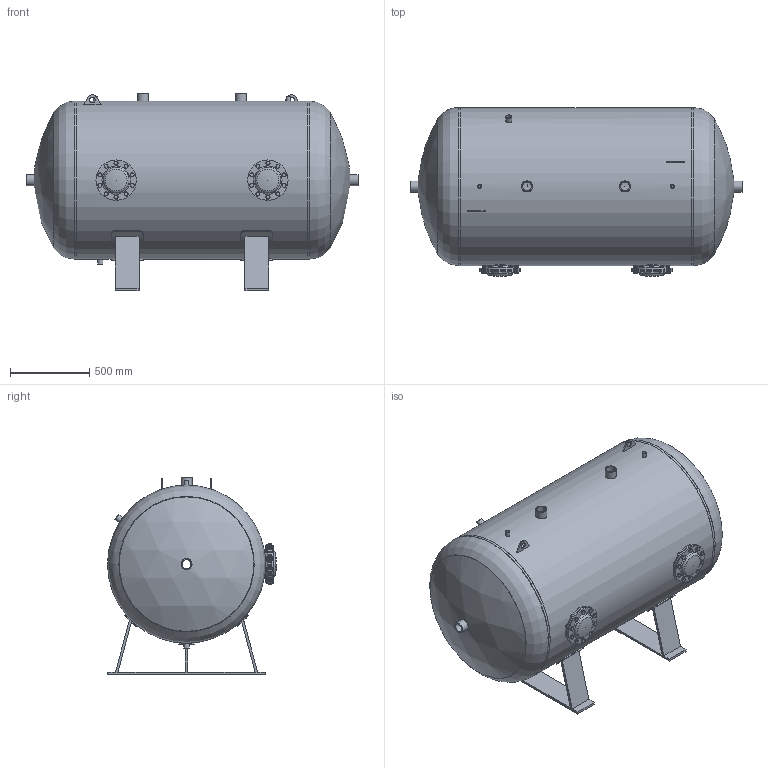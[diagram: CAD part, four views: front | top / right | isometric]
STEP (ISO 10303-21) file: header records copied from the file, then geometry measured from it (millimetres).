
FILE_DESCRIPTION(/* description */ (''),/* implementation_level */ '2;1');
FILE_NAME(/* name */ 'MB 101095-0.1500G.stp',/* time_stamp */ '2024-03-15T09:41:15+01:00',/* author */ ('m.ebener'),/* organization */ (''),/* preprocessor_version */ 'ST-DEVELOPER v16.1',/* originating_system */ 'Autodesk Inventor 2016',/* authorisation */ '');
FILE_SCHEMA (('AUTOMOTIVE_DESIGN { 1 0 10303 214 3 1 1 }'));
Length unit declared in the file: millimetre
Products named in the file (15): Mantel; Behälterfuß; Ring; Dichtung; Deckel; DIN 934 - M16 x 2; DIN 933 - M16  x 40; Reinigungsverschluß - 150mm; Tragöse 110mm; Standardmuffe - G 3_4; Standardmuffe - G 1_2; Standardmuffe - G 1; Standardmuffe - G 2; Boden; MB 101095-0.1500G
Assembly tree (40 placements, depth 3):
  MB 101095-0.1500G
    Mantel
    Behälterfuß  x2
    Reinigungsverschluß - 150mm  x2
      Ring
      Dichtung
      Deckel
      DIN 934 - M16 x 2
      DIN 933 - M16  x 40
    Tragöse 110mm  x2
    Standardmuffe - G 3_4
    Standardmuffe - G 1_2  x2
    Standardmuffe - G 1
    Standardmuffe - G 2  x4
    Boden  x2
Bounding box: 2100.46 x 1069 x 1249.76 mm (x, y, z)
Volume: 45530276.7 mm3; surface area: 15860172.3 mm2
Topology: 61 solids, 61 shells, 974 faces, 2220 edges, 1378 vertices
Faces by surface type: plane 478, cone 240, cylinder 228, torus 20, bspline 4, sphere 4
Full cylindrical faces by diameter (mm): 13.835 x20, 14.917 x20, 16 x20, 17.5 x60, 18.631 x2, 22 x20, 23 x4, 24.117 x1, 26.9 x4, 30.291 x1, 33.7 x2, 36 x2, 40 x2, 56.656 x4, 70 x8, 150 x2, 167 x4, 182 x2, 255 x6, 990 x3, 1000 x3
Entity records: 7258 total; most frequent: CARTESIAN_POINT 2488, DIRECTION 976, ORIENTED_EDGE 754, AXIS2_PLACEMENT_3D 435, EDGE_CURVE 377, EDGE_LOOP 356, VERTEX_POINT 285, CIRCLE 195
